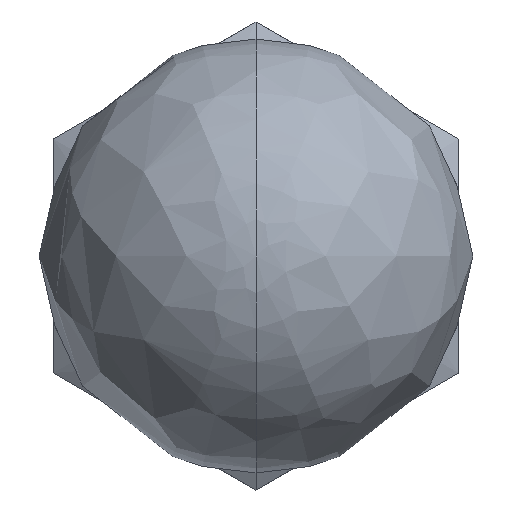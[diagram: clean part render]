
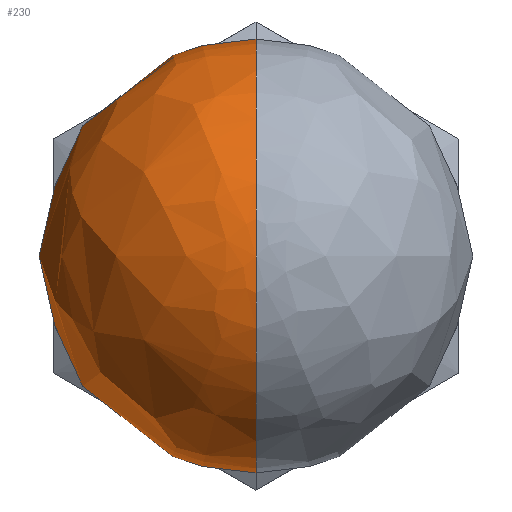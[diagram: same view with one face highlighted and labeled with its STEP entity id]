
A CAD part, front view. The second image highlights one B-rep face of the part: STEP entity #230.
In plain terms, the highlighted free-form (B-spline) face has degree [3, 3] with [4, 4] control points.
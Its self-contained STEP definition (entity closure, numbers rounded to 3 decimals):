
#6 = CARTESIAN_POINT ( 'NONE',  ( -14.164, 0., -7.082 ) ) ;
#16 = AXIS2_PLACEMENT_3D ( 'NONE', #139, #442, #301 ) ;
#28 = EDGE_CURVE ( 'NONE', #287, #131, #58, .T. ) ;
#47 = DIRECTION ( 'NONE',  ( 0., 1., 0. ) ) ;
#50 = CARTESIAN_POINT ( 'NONE',  ( 0., 6.334, 10.249 ) ) ;
#53 = CARTESIAN_POINT ( 'NONE',  ( 0., 12., 6. ) ) ;
#58 = CIRCLE ( 'NONE', #16, 7.5 ) ;
#69 = CARTESIAN_POINT ( 'NONE',  ( -12., 12., 6. ) ) ;
#92 = EDGE_LOOP ( 'NONE', ( #281, #476, #300 ) ) ;
#102 = EDGE_CURVE ( 'NONE', #287, #591, #530, .T. ) ;
#119 = CARTESIAN_POINT ( 'NONE',  ( 0., 0., 0. ) ) ;
#128 = AXIS2_PLACEMENT_3D ( 'NONE', #347, #202, #600 ) ;
#131 = VERTEX_POINT ( 'NONE', #303 ) ;
#139 = CARTESIAN_POINT ( 'NONE',  ( 0., 7.5, 0. ) ) ;
#202 = DIRECTION ( 'NONE',  ( 1., 0., 0. ) ) ;
#203 = CARTESIAN_POINT ( 'NONE',  ( 0., 12., 0. ) ) ;
#207 = CARTESIAN_POINT ( 'NONE',  ( 0., 0., 0. ) ) ;
#213 =( BOUNDED_SURFACE ( )  B_SPLINE_SURFACE ( 3, 3, ( 
 ( #556, #454, #507, #207 ),
 ( #605, #304, #6, #359 ),
 ( #50, #606, #307, #360 ),
 ( #53, #69, #617, #614 ) ),
 .UNSPECIFIED., .F., .F., .T. ) 
 B_SPLINE_SURFACE_WITH_KNOTS ( ( 4, 4 ),
 ( 4, 4 ),
 ( 0., 1. ),
 ( 0., 1. ),
 .UNSPECIFIED. ) 
 GEOMETRIC_REPRESENTATION_ITEM ( )  RATIONAL_B_SPLINE_SURFACE ( (
 ( 1., 0.333, 0.333, 1.),
 ( 0.631, 0.21, 0.21, 0.631),
 ( 0.631, 0.21, 0.21, 0.631),
 ( 1., 0.333, 0.333, 1.) ) ) 
 REPRESENTATION_ITEM ( '' )  SURFACE ( )  );
#230 = ADVANCED_FACE ( 'NONE', ( #354 ), #213, .T. ) ;
#281 = ORIENTED_EDGE ( 'NONE', *, *, #102, .F. ) ;
#287 = VERTEX_POINT ( 'NONE', #119 ) ;
#300 = ORIENTED_EDGE ( 'NONE', *, *, #535, .F. ) ;
#301 = DIRECTION ( 'NONE',  ( 0., -1., 0. ) ) ;
#303 = CARTESIAN_POINT ( 'NONE',  ( 0., 12., 6. ) ) ;
#304 = CARTESIAN_POINT ( 'NONE',  ( -14.164, 0., 7.082 ) ) ;
#307 = CARTESIAN_POINT ( 'NONE',  ( -20.498, 6.334, -10.249 ) ) ;
#347 = CARTESIAN_POINT ( 'NONE',  ( 0., 7.5, 0. ) ) ;
#349 = CARTESIAN_POINT ( 'NONE',  ( 0., 12., -6. ) ) ;
#354 = FACE_OUTER_BOUND ( 'NONE', #92, .T. ) ;
#359 = CARTESIAN_POINT ( 'NONE',  ( 0., 0., -7.082 ) ) ;
#360 = CARTESIAN_POINT ( 'NONE',  ( 0., 6.334, -10.249 ) ) ;
#370 = CIRCLE ( 'NONE', #462, 6. ) ;
#442 = DIRECTION ( 'NONE',  ( -1., 0., 0. ) ) ;
#454 = CARTESIAN_POINT ( 'NONE',  ( 0., 0., 0. ) ) ;
#462 = AXIS2_PLACEMENT_3D ( 'NONE', #203, #47, #546 ) ;
#476 = ORIENTED_EDGE ( 'NONE', *, *, #28, .T. ) ;
#507 = CARTESIAN_POINT ( 'NONE',  ( 0., 0., 0. ) ) ;
#530 = CIRCLE ( 'NONE', #128, 7.5 ) ;
#535 = EDGE_CURVE ( 'NONE', #591, #131, #370, .T. ) ;
#546 = DIRECTION ( 'NONE',  ( 0., 0., 1. ) ) ;
#556 = CARTESIAN_POINT ( 'NONE',  ( 0., 0., 0. ) ) ;
#591 = VERTEX_POINT ( 'NONE', #349 ) ;
#600 = DIRECTION ( 'NONE',  ( 0., -1., 0. ) ) ;
#605 = CARTESIAN_POINT ( 'NONE',  ( 0., 0., 7.082 ) ) ;
#606 = CARTESIAN_POINT ( 'NONE',  ( -20.498, 6.334, 10.249 ) ) ;
#614 = CARTESIAN_POINT ( 'NONE',  ( 0., 12., -6. ) ) ;
#617 = CARTESIAN_POINT ( 'NONE',  ( -12., 12., -6. ) ) ;
